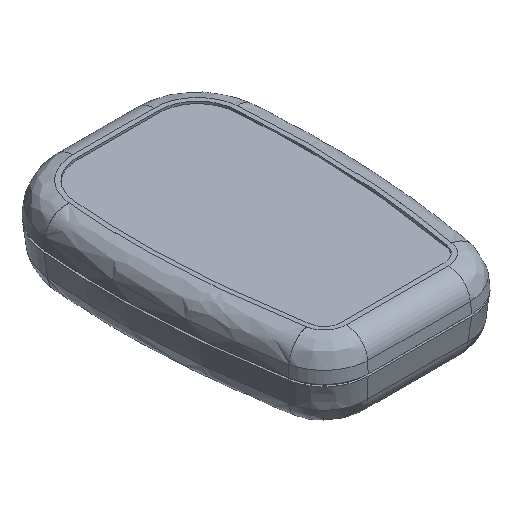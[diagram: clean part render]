
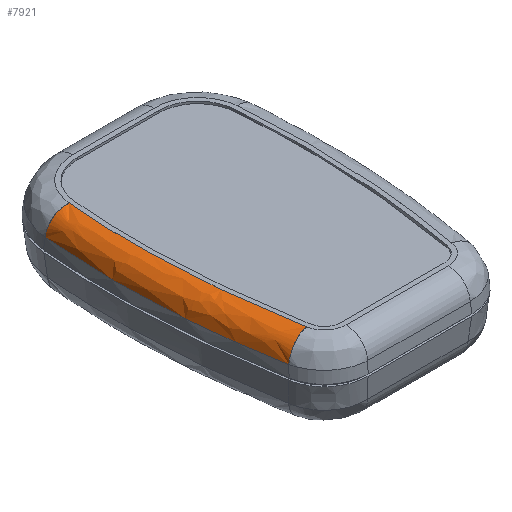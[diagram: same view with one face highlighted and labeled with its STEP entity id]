
A CAD part, isometric view. The second image highlights one B-rep face of the part: STEP entity #7921.
In plain terms, the highlighted free-form (B-spline) face has degree [3, 3] with [5, 6] control points.
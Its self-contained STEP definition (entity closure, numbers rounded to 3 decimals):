
#1365=FACE_OUTER_BOUND('',#1911,.T.);
#1911=EDGE_LOOP('',(#6949,#6950,#6951,#6952));
#2119=CIRCLE('',#8328,5.);
#2120=CIRCLE('',#8331,5.);
#2814=B_SPLINE_CURVE_WITH_KNOTS('',3,(#29978,#29979,#29980,#29981,#29982,
#29983),.UNSPECIFIED.,.F.,.F.,(4,1,1,4),(0.,2.213,3.689,
5.164),.UNSPECIFIED.);
#2816=B_SPLINE_CURVE_WITH_KNOTS('',3,(#30060,#30061,#30062,#30063,#30064,
#30065),.UNSPECIFIED.,.F.,.F.,(4,1,1,4),(-5.164,-3.689,
-2.213,0.),.UNSPECIFIED.);
#3553=VERTEX_POINT('',#29883);
#3556=VERTEX_POINT('',#29901);
#3560=VERTEX_POINT('',#29941);
#3562=VERTEX_POINT('',#29954);
#4696=EDGE_CURVE('',#3556,#3553,#2119,.T.);
#4706=EDGE_CURVE('',#3560,#3562,#2120,.T.);
#4708=EDGE_CURVE('',#3562,#3556,#2814,.T.);
#4710=EDGE_CURVE('',#3553,#3560,#2816,.T.);
#6949=ORIENTED_EDGE('',*,*,#4696,.T.);
#6950=ORIENTED_EDGE('',*,*,#4710,.T.);
#6951=ORIENTED_EDGE('',*,*,#4706,.T.);
#6952=ORIENTED_EDGE('',*,*,#4708,.T.);
#7478=B_SPLINE_SURFACE_WITH_KNOTS('',3,3,((#30030,#30031,#30032,#30033,
#30034,#30035),(#30036,#30037,#30038,#30039,#30040,#30041),(#30042,#30043,
#30044,#30045,#30046,#30047),(#30048,#30049,#30050,#30051,#30052,#30053),
(#30054,#30055,#30056,#30057,#30058,#30059)),.UNSPECIFIED.,.F.,.F.,.F.,
(4,1,4),(4,1,1,4),(0.,0.571,1.),(0.,2.213,3.689,
5.164),.UNSPECIFIED.);
#7921=ADVANCED_FACE('',(#1365),#7478,.F.);
#8328=AXIS2_PLACEMENT_3D('',#29902,#9321,#9322);
#8331=AXIS2_PLACEMENT_3D('',#29956,#9330,#9331);
#9321=DIRECTION('center_axis',(-0.091,-0.996,0.));
#9322=DIRECTION('ref_axis',(0.,0.,1.));
#9330=DIRECTION('center_axis',(-0.178,0.984,0.));
#9331=DIRECTION('ref_axis',(-0.98,-0.177,0.087));
#29883=CARTESIAN_POINT('',(-23.433,-8.313,2.436));
#29901=CARTESIAN_POINT('',(-18.472,-8.767,7.));
#29902=CARTESIAN_POINT('Origin',(-18.472,-8.767,2.));
#29941=CARTESIAN_POINT('',(-20.766,-61.112,2.436));
#29954=CARTESIAN_POINT('',(-15.864,-60.228,7.));
#29956=CARTESIAN_POINT('Origin',(-15.864,-60.228,2.));
#29978=CARTESIAN_POINT('Ctrl Pts',(-15.864,-60.228,
7.));
#29979=CARTESIAN_POINT('Ctrl Pts',(-17.174,-52.967,
7.));
#29980=CARTESIAN_POINT('Ctrl Pts',(-18.771,-40.736,
7.));
#29981=CARTESIAN_POINT('Ctrl Pts',(-19.383,-23.517,
7.));
#29982=CARTESIAN_POINT('Ctrl Pts',(-18.921,-13.665,
7.));
#29983=CARTESIAN_POINT('Ctrl Pts',(-18.472,-8.767,
7.));
#30030=CARTESIAN_POINT('Ctrl Pts',(-15.864,-60.228,
7.));
#30031=CARTESIAN_POINT('Ctrl Pts',(-17.174,-52.967,
7.));
#30032=CARTESIAN_POINT('Ctrl Pts',(-18.771,-40.736,
7.));
#30033=CARTESIAN_POINT('Ctrl Pts',(-19.383,-23.517,
7.));
#30034=CARTESIAN_POINT('Ctrl Pts',(-18.921,-13.665,
7.));
#30035=CARTESIAN_POINT('Ctrl Pts',(-18.472,-8.767,
7.));
#30036=CARTESIAN_POINT('Ctrl Pts',(-17.255,-60.479,
7.));
#30037=CARTESIAN_POINT('Ctrl Pts',(-18.573,-53.173,
7.));
#30038=CARTESIAN_POINT('Ctrl Pts',(-20.181,-40.86,
7.));
#30039=CARTESIAN_POINT('Ctrl Pts',(-20.798,-23.511,
7.));
#30040=CARTESIAN_POINT('Ctrl Pts',(-20.331,-13.578,7.));
#30041=CARTESIAN_POINT('Ctrl Pts',(-19.879,-8.638,
7.));
#30042=CARTESIAN_POINT('Ctrl Pts',(-19.668,-60.914,5.888));
#30043=CARTESIAN_POINT('Ctrl Pts',(-21.,-53.53,
5.888));
#30044=CARTESIAN_POINT('Ctrl Pts',(-22.627,-41.075,5.888));
#30045=CARTESIAN_POINT('Ctrl Pts',(-23.252,-23.5,5.888));
#30046=CARTESIAN_POINT('Ctrl Pts',(-22.78,-13.426,
5.888));
#30047=CARTESIAN_POINT('Ctrl Pts',(-22.321,-8.415,5.888));
#30048=CARTESIAN_POINT('Ctrl Pts',(-20.675,-61.096,
3.491));
#30049=CARTESIAN_POINT('Ctrl Pts',(-22.013,-53.679,
3.491));
#30050=CARTESIAN_POINT('Ctrl Pts',(-23.649,-41.165,
3.491));
#30051=CARTESIAN_POINT('Ctrl Pts',(-24.277,-23.495,
3.491));
#30052=CARTESIAN_POINT('Ctrl Pts',(-23.802,-13.363,3.491));
#30053=CARTESIAN_POINT('Ctrl Pts',(-23.341,-8.321,
3.491));
#30054=CARTESIAN_POINT('Ctrl Pts',(-20.766,-61.112,
2.436));
#30055=CARTESIAN_POINT('Ctrl Pts',(-22.105,-53.693,
2.436));
#30056=CARTESIAN_POINT('Ctrl Pts',(-23.741,-41.173,
2.436));
#30057=CARTESIAN_POINT('Ctrl Pts',(-24.37,-23.495,
2.436));
#30058=CARTESIAN_POINT('Ctrl Pts',(-23.894,-13.357,
2.436));
#30059=CARTESIAN_POINT('Ctrl Pts',(-23.433,-8.313,
2.436));
#30060=CARTESIAN_POINT('Ctrl Pts',(-23.433,-8.313,
2.436));
#30061=CARTESIAN_POINT('Ctrl Pts',(-23.894,-13.357,
2.436));
#30062=CARTESIAN_POINT('Ctrl Pts',(-24.37,-23.495,
2.436));
#30063=CARTESIAN_POINT('Ctrl Pts',(-23.741,-41.173,
2.436));
#30064=CARTESIAN_POINT('Ctrl Pts',(-22.105,-53.693,
2.436));
#30065=CARTESIAN_POINT('Ctrl Pts',(-20.766,-61.112,
2.436));
